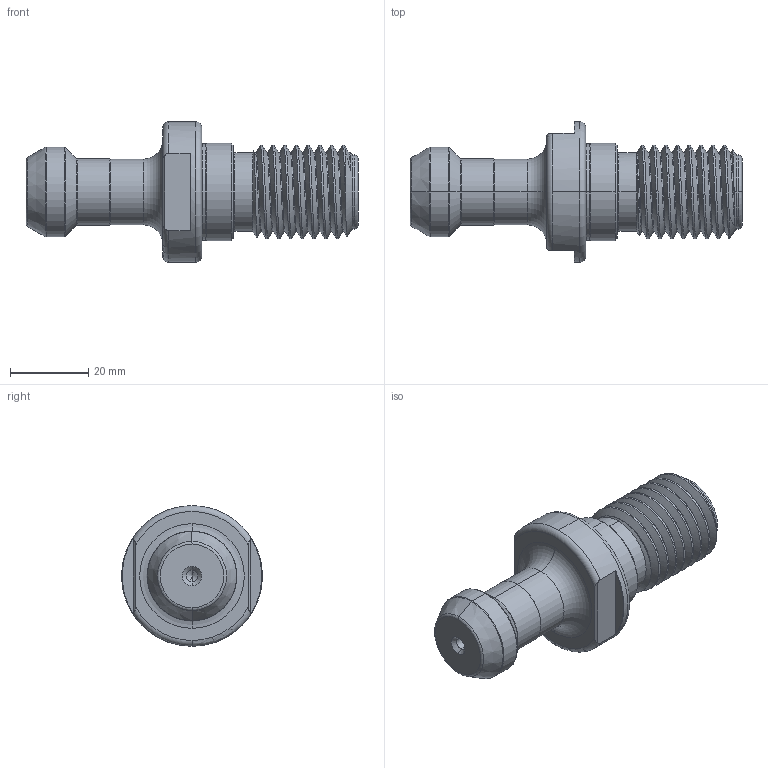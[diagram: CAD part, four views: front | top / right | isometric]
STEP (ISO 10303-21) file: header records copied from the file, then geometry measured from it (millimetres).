
FILE_DESCRIPTION (( 'STEP AP203' ), '1' );
FILE_NAME ('505.20.45.STEP', '2020-04-03T00:50:49', ( 'User' ), ( 'China' ), 'SwSTEP 2.0', 'SolidWorks 2016', '' );
FILE_SCHEMA (( 'CONFIG_CONTROL_DESIGN' ));
Length unit declared in the file: millimetre
Products named in the file (1): 505.20.45
Bounding box: 85 x 36 x 36 mm (x, y, z)
Volume: 34978 mm3; surface area: 9203.1 mm2
Topology: 1 solids, 1 shells, 100 faces, 235 edges, 139 vertices
Faces by surface type: cylinder 36, cone 25, torus 23, plane 13, bspline 3
Entity records: 7759 total; most frequent: CARTESIAN_POINT 5492, DIRECTION 467, ORIENTED_EDGE 462, EDGE_CURVE 231, AXIS2_PLACEMENT_3D 199, VERTEX_POINT 139, EDGE_LOOP 106, CIRCLE 101
